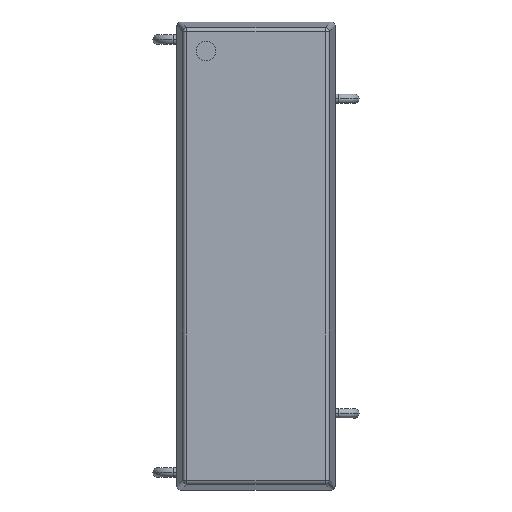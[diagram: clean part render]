
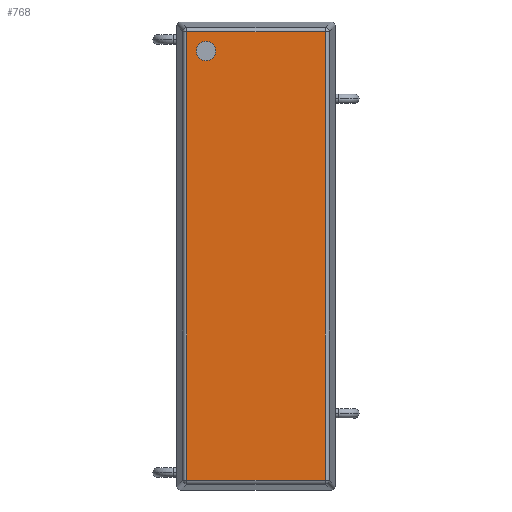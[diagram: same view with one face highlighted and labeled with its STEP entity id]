
A CAD part, top view. The second image highlights one B-rep face of the part: STEP entity #768.
In plain terms, the highlighted planar face has unit normal (0, 0, 1).
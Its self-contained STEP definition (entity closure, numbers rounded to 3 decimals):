
#173 = CARTESIAN_POINT ( 'NONE',  ( -2.601, 13.226, 8.7 ) ) ;
#197 = LINE ( 'NONE', #2012, #1535 ) ;
#245 = CARTESIAN_POINT ( 'NONE',  ( 4.476, 14.476, 8.7 ) ) ;
#270 = CARTESIAN_POINT ( 'NONE',  ( -4.476, 14.476, 8.7 ) ) ;
#290 = AXIS2_PLACEMENT_3D ( 'NONE', #1386, #1179, #1594 ) ;
#293 = VERTEX_POINT ( 'NONE', #245 ) ;
#314 = VERTEX_POINT ( 'NONE', #1160 ) ;
#424 = EDGE_LOOP ( 'NONE', ( #1086, #810 ) ) ;
#445 = VECTOR ( 'NONE', #745, 1000. ) ;
#530 = DIRECTION ( 'NONE',  ( 1., 0., 0. ) ) ;
#554 = VERTEX_POINT ( 'NONE', #1746 ) ;
#581 = AXIS2_PLACEMENT_3D ( 'NONE', #2603, #1456, #530 ) ;
#585 = LINE ( 'NONE', #2359, #1829 ) ;
#699 = DIRECTION ( 'NONE',  ( 1., 0., 0. ) ) ;
#706 = FACE_OUTER_BOUND ( 'NONE', #1489, .T. ) ;
#745 = DIRECTION ( 'NONE',  ( -1., 0., 0. ) ) ;
#768 = ADVANCED_FACE ( 'NONE', ( #2531, #706 ), #2548, .T. ) ;
#810 = ORIENTED_EDGE ( 'NONE', *, *, #2668, .F. ) ;
#839 = VECTOR ( 'NONE', #1805, 1000. ) ;
#921 = DIRECTION ( 'NONE',  ( 0., 0., 1. ) ) ;
#959 = CARTESIAN_POINT ( 'NONE',  ( 0., 14.476, 8.7 ) ) ;
#1042 = ORIENTED_EDGE ( 'NONE', *, *, #2135, .T. ) ;
#1059 = EDGE_CURVE ( 'NONE', #1561, #314, #1306, .T. ) ;
#1076 = ORIENTED_EDGE ( 'NONE', *, *, #2424, .T. ) ;
#1086 = ORIENTED_EDGE ( 'NONE', *, *, #1059, .F. ) ;
#1133 = LINE ( 'NONE', #959, #445 ) ;
#1160 = CARTESIAN_POINT ( 'NONE',  ( -3.851, 13.226, 8.7 ) ) ;
#1179 = DIRECTION ( 'NONE',  ( 0., 0., 1. ) ) ;
#1306 = CIRCLE ( 'NONE', #581, 0.625 ) ;
#1343 = CARTESIAN_POINT ( 'NONE',  ( 4.476, 0., 8.7 ) ) ;
#1386 = CARTESIAN_POINT ( 'NONE',  ( 0., 0., 8.7 ) ) ;
#1406 = AXIS2_PLACEMENT_3D ( 'NONE', #2050, #921, #699 ) ;
#1456 = DIRECTION ( 'NONE',  ( 0., 0., 1. ) ) ;
#1489 = EDGE_LOOP ( 'NONE', ( #1076, #2733, #2517, #1042 ) ) ;
#1535 = VECTOR ( 'NONE', #1820, 1000. ) ;
#1561 = VERTEX_POINT ( 'NONE', #173 ) ;
#1594 = DIRECTION ( 'NONE',  ( 1., 0., 0. ) ) ;
#1607 = VERTEX_POINT ( 'NONE', #2284 ) ;
#1745 = EDGE_CURVE ( 'NONE', #2868, #554, #197, .T. ) ;
#1746 = CARTESIAN_POINT ( 'NONE',  ( -4.476, -14.476, 8.7 ) ) ;
#1805 = DIRECTION ( 'NONE',  ( 0., 1., 0. ) ) ;
#1820 = DIRECTION ( 'NONE',  ( 0., -1., 0. ) ) ;
#1829 = VECTOR ( 'NONE', #1917, 1000. ) ;
#1917 = DIRECTION ( 'NONE',  ( 1., 0., 0. ) ) ;
#2012 = CARTESIAN_POINT ( 'NONE',  ( -4.476, 0., 8.7 ) ) ;
#2050 = CARTESIAN_POINT ( 'NONE',  ( -3.226, 13.226, 8.7 ) ) ;
#2135 = EDGE_CURVE ( 'NONE', #554, #1607, #585, .T. ) ;
#2284 = CARTESIAN_POINT ( 'NONE',  ( 4.476, -14.476, 8.7 ) ) ;
#2359 = CARTESIAN_POINT ( 'NONE',  ( 0., -14.476, 8.7 ) ) ;
#2424 = EDGE_CURVE ( 'NONE', #1607, #293, #2515, .T. ) ;
#2457 = CIRCLE ( 'NONE', #1406, 0.625 ) ;
#2515 = LINE ( 'NONE', #1343, #839 ) ;
#2517 = ORIENTED_EDGE ( 'NONE', *, *, #1745, .T. ) ;
#2531 = FACE_BOUND ( 'NONE', #424, .T. ) ;
#2548 = PLANE ( 'NONE',  #290 ) ;
#2603 = CARTESIAN_POINT ( 'NONE',  ( -3.226, 13.226, 8.7 ) ) ;
#2668 = EDGE_CURVE ( 'NONE', #314, #1561, #2457, .T. ) ;
#2733 = ORIENTED_EDGE ( 'NONE', *, *, #2926, .T. ) ;
#2868 = VERTEX_POINT ( 'NONE', #270 ) ;
#2926 = EDGE_CURVE ( 'NONE', #293, #2868, #1133, .T. ) ;
